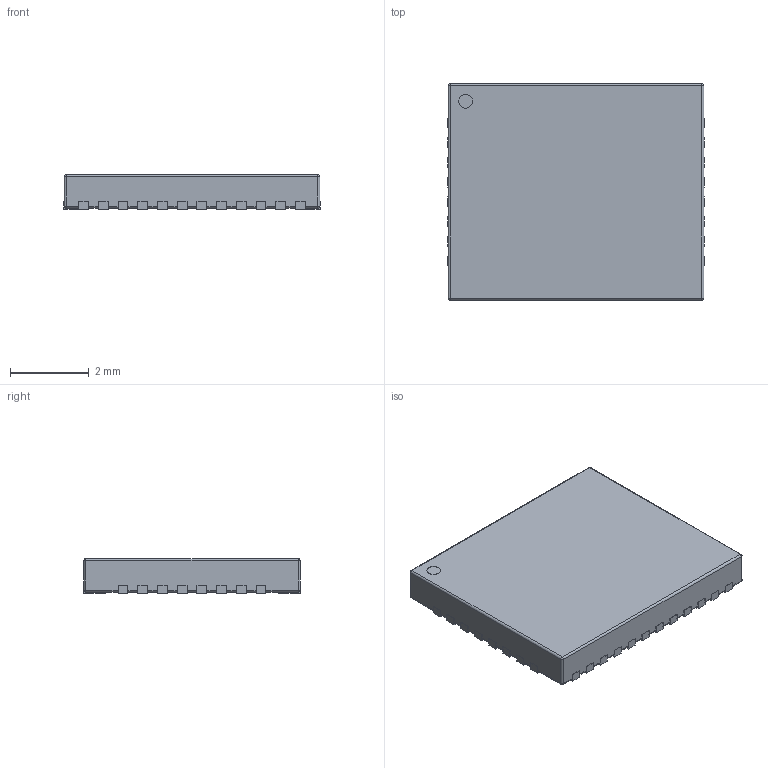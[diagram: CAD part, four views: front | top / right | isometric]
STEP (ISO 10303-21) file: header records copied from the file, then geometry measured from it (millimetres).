
FILE_DESCRIPTION(('FreeCAD Model'),'2;1');
FILE_NAME('QFN40_5_5x6_5_p0_5mm_SmallPad.step', '2016-06-07T12:52:12',('Author'),(''), 'Open CASCADE STEP processor 6.8','FreeCAD','Unknown');
FILE_SCHEMA(('AUTOMOTIVE_DESIGN_CC2 { 1 2 10303 214 -1 1 5 4 }'));
Length unit declared in the file: millimetre
Products named in the file (2): ASSEMBLY; QFN40_5_5x6_5_p0_5mm_SmallPad
Assembly tree (1 placements, depth 2):
  ASSEMBLY
    QFN40_5_5x6_5_p0_5mm_SmallPad
Bounding box: 6.5 x 5.5 x 0.88 mm (x, y, z)
Volume: 30.7 mm3; surface area: 93 mm2
Topology: 1 solids, 1 shells, 314 faces, 914 edges, 596 vertices
Faces by surface type: plane 213, cylinder 93, sphere 8
Full cylindrical faces by diameter (mm): 0.35 x1
Entity records: 24375 total; most frequent: CARTESIAN_POINT 4587, DIRECTION 3179, LINE 2133, VECTOR 2133, ORIENTED_EDGE 1812, PCURVE 1812, DEFINITIONAL_REPRESENTATION 1812, EDGE_CURVE 906
